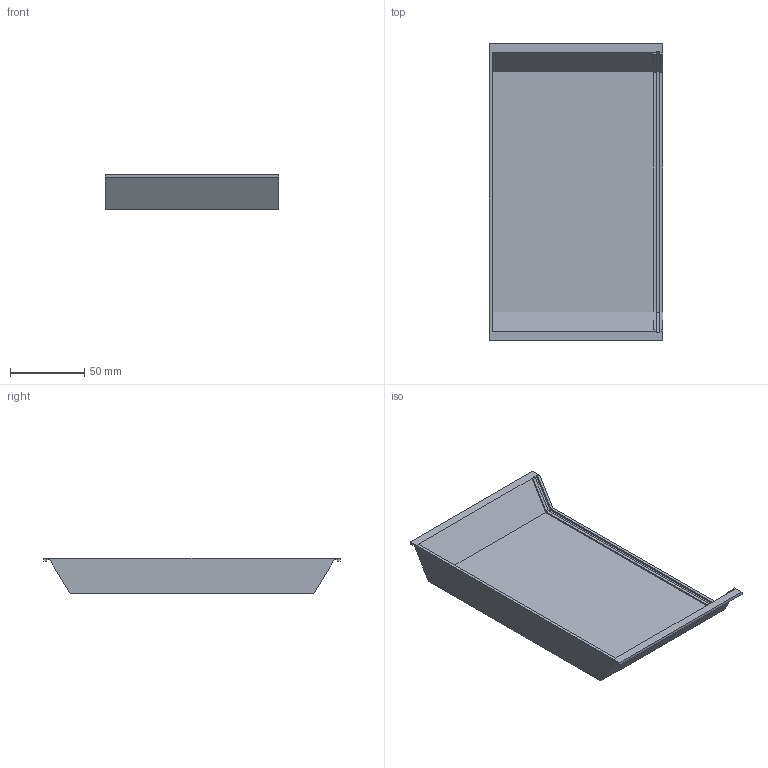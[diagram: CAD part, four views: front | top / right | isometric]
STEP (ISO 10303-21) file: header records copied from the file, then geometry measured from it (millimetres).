
FILE_DESCRIPTION(/* description */ (''),/* implementation_level */ '2;1');
FILE_NAME(/* name */ 'Body Top.step',/* time_stamp */ '2021-04-07T11:32:25-04:00',/* author */ (''),/* organization */ (''),/* preprocessor_version */ 'ST-DEVELOPER v18.1',/* originating_system */ 'Autodesk Translation Framework v9.10.0.1330',/* authorisation */ '');
FILE_SCHEMA (('AUTOMOTIVE_DESIGN { 1 0 10303 214 3 1 1 }'));
Length unit declared in the file: millimetre
Products named in the file (1): Body Top
Bounding box: 116.8 x 199.46 x 23.71 mm (x, y, z)
Volume: 60103.2 mm3; surface area: 64309.2 mm2
Topology: 7 solids, 7 shells, 70 faces, 156 edges, 100 vertices
Faces by surface type: plane 70
Entity records: 1911 total; most frequent: CARTESIAN_POINT 327, ORIENTED_EDGE 312, DIRECTION 298, LINE 156, VECTOR 156, EDGE_CURVE 156, VERTEX_POINT 100, AXIS2_PLACEMENT_3D 71
